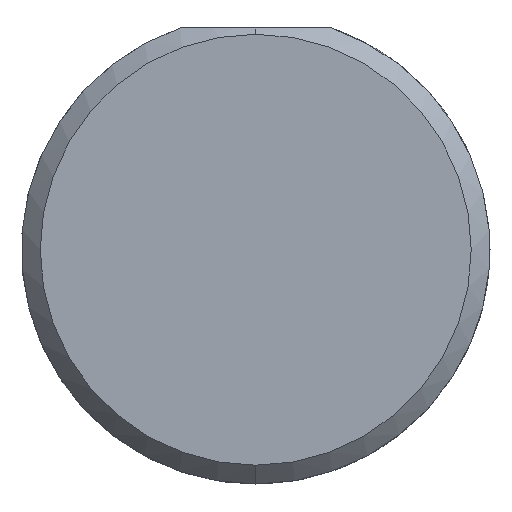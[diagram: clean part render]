
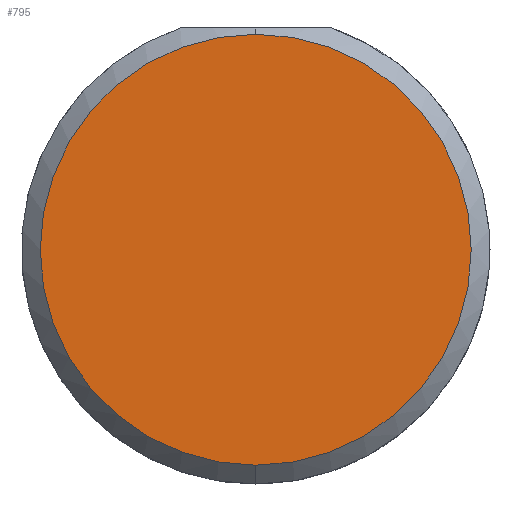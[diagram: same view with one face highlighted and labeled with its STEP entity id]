
A CAD part, left-side view. The second image highlights one B-rep face of the part: STEP entity #795.
In plain terms, the highlighted planar face has unit normal (-1, 0, 0).
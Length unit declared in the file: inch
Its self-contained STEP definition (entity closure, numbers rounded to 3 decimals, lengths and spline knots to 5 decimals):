
#61 = ORIENTED_EDGE ( 'NONE', *, *, #720, .T. ) ;
#81 = AXIS2_PLACEMENT_3D ( 'NONE', #865, #725, #882 ) ;
#102 = ORIENTED_EDGE ( 'NONE', *, *, #559, .T. ) ;
#104 = EDGE_LOOP ( 'NONE', ( #102, #61 ) ) ;
#260 = CARTESIAN_POINT ( 'NONE',  ( 0., 0., 0. ) ) ;
#319 = DIRECTION ( 'NONE',  ( 1., 0., 0. ) ) ;
#328 = DIRECTION ( 'NONE',  ( -1., 0., 0. ) ) ;
#388 = CIRCLE ( 'NONE', #81, 0.17235 ) ;
#398 = CARTESIAN_POINT ( 'NONE',  ( 0., 0., 0.17235 ) ) ;
#526 = AXIS2_PLACEMENT_3D ( 'NONE', #841, #328, #920 ) ;
#542 = VERTEX_POINT ( 'NONE', #398 ) ;
#559 = EDGE_CURVE ( 'NONE', #821, #542, #797, .T. ) ;
#720 = EDGE_CURVE ( 'NONE', #542, #821, #388, .T. ) ;
#725 = DIRECTION ( 'NONE',  ( -1., 0., 0. ) ) ;
#739 = CARTESIAN_POINT ( 'NONE',  ( 0., 0., -0.17235 ) ) ;
#744 = FACE_OUTER_BOUND ( 'NONE', #104, .T. ) ;
#759 = PLANE ( 'NONE',  #776 ) ;
#776 = AXIS2_PLACEMENT_3D ( 'NONE', #260, #319, #908 ) ;
#795 = ADVANCED_FACE ( 'NONE', ( #744 ), #759, .F. ) ;
#797 = CIRCLE ( 'NONE', #526, 0.17235 ) ;
#821 = VERTEX_POINT ( 'NONE', #739 ) ;
#841 = CARTESIAN_POINT ( 'NONE',  ( 0., 0., 0. ) ) ;
#865 = CARTESIAN_POINT ( 'NONE',  ( 0., 0., 0. ) ) ;
#882 = DIRECTION ( 'NONE',  ( 0., 0., 1. ) ) ;
#908 = DIRECTION ( 'NONE',  ( 0., 0., -1. ) ) ;
#920 = DIRECTION ( 'NONE',  ( 0., 0., 1. ) ) ;
